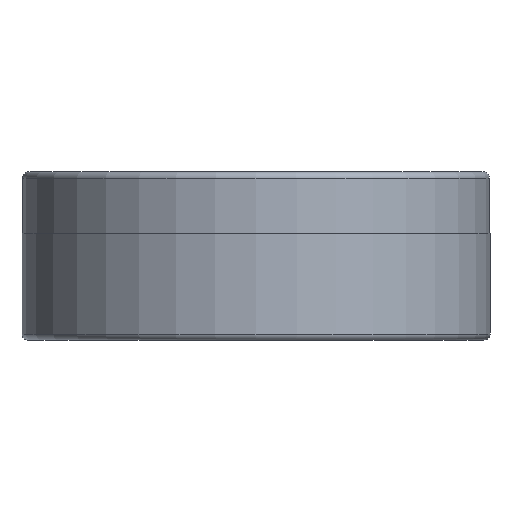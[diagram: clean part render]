
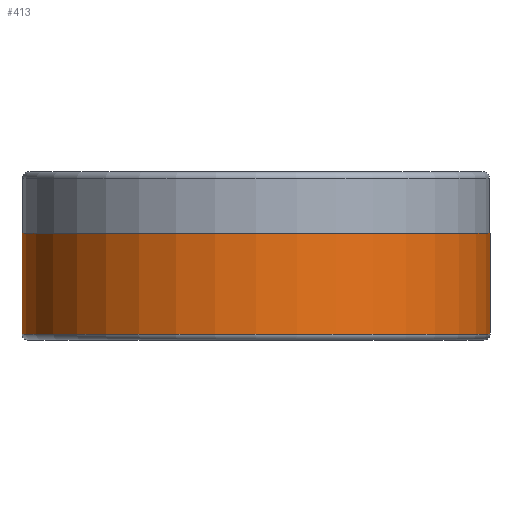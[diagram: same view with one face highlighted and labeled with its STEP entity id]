
A CAD part, front view. The second image highlights one B-rep face of the part: STEP entity #413.
In plain terms, the highlighted cylindrical face has radius 7.65 mm (diameter 15.3 mm), a full revolution.
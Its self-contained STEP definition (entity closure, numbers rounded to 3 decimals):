
#413 = ADVANCED_FACE( '', ( #838, #839 ), #840, .T. );
#838 = FACE_OUTER_BOUND( '', #1270, .T. );
#839 = FACE_OUTER_BOUND( '', #1271, .T. );
#840 = CYLINDRICAL_SURFACE( '', #1272, 7.65 );
#1270 = EDGE_LOOP( '', ( #2380 ) );
#1271 = EDGE_LOOP( '', ( #2381 ) );
#1272 = AXIS2_PLACEMENT_3D( '', #2382, #2383, #2384 );
#2380 = ORIENTED_EDGE( '', *, *, #2674, .T. );
#2381 = ORIENTED_EDGE( '', *, *, #2510, .T. );
#2382 = CARTESIAN_POINT( '', ( 0., 0., 3.5 ) );
#2383 = DIRECTION( '', ( 0., 0., 1. ) );
#2384 = DIRECTION( '', ( -1., 0., 0. ) );
#2510 = EDGE_CURVE( '', #2898, #2898, #2899, .T. );
#2674 = EDGE_CURVE( '', #3153, #3153, #3154, .F. );
#2898 = VERTEX_POINT( '', #3582 );
#2899 = CIRCLE( '', #3583, 7.65 );
#3153 = VERTEX_POINT( '', #4168 );
#3154 = CIRCLE( '', #4169, 7.65 );
#3582 = CARTESIAN_POINT( '', ( 7.65, 0., 3.5 ) );
#3583 = AXIS2_PLACEMENT_3D( '', #4606, #4607, #4608 );
#4168 = CARTESIAN_POINT( '', ( -7.65, 0., 0.2 ) );
#4169 = AXIS2_PLACEMENT_3D( '', #4693, #4694, #4695 );
#4606 = CARTESIAN_POINT( '', ( 0., 0., 3.5 ) );
#4607 = DIRECTION( '', ( 0., 0., -1. ) );
#4608 = DIRECTION( '', ( 1., 0., 0. ) );
#4693 = CARTESIAN_POINT( '', ( 0., 0., 0.2 ) );
#4694 = DIRECTION( '', ( 0., 0., -1. ) );
#4695 = DIRECTION( '', ( -1., 0., 0. ) );
